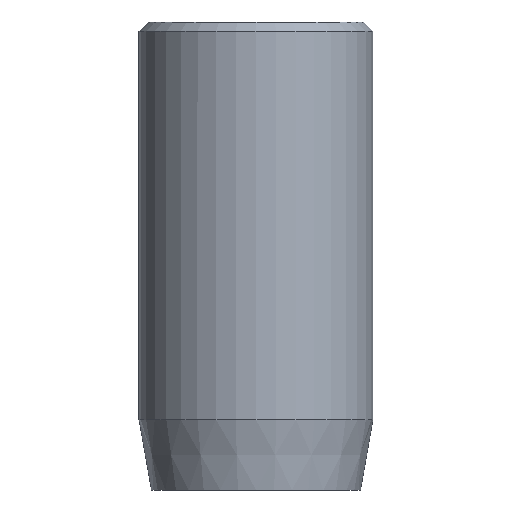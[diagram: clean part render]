
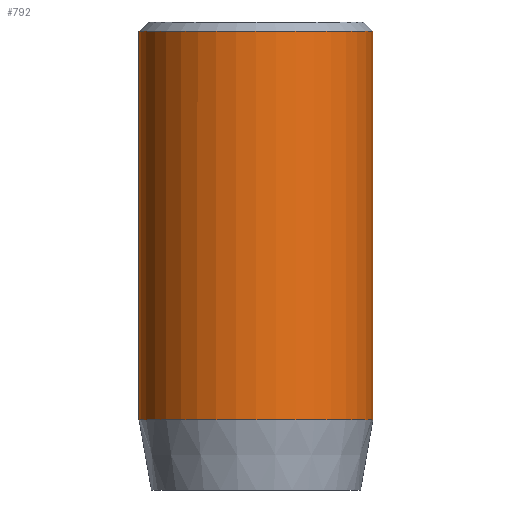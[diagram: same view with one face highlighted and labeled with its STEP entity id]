
A CAD part, front view. The second image highlights one B-rep face of the part: STEP entity #792.
In plain terms, the highlighted cylindrical face has radius 2.5 mm (diameter 5 mm), a partial arc.
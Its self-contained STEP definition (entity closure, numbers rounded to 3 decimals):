
#10 = DIRECTION ( 'NONE',  ( 1., 0., 0. ) ) ;
#27 = VERTEX_POINT ( 'NONE', #1024 ) ;
#101 = VERTEX_POINT ( 'NONE', #682 ) ;
#102 = LINE ( 'NONE', #578, #1060 ) ;
#135 = EDGE_LOOP ( 'NONE', ( #497, #629, #756, #306 ) ) ;
#189 = AXIS2_PLACEMENT_3D ( 'NONE', #1106, #570, #1180 ) ;
#195 = CARTESIAN_POINT ( 'NONE',  ( -2.5, 0., 9.8 ) ) ;
#306 = ORIENTED_EDGE ( 'NONE', *, *, #1184, .T. ) ;
#363 = EDGE_CURVE ( 'NONE', #27, #948, #102, .T. ) ;
#434 = DIRECTION ( 'NONE',  ( -1., 0., 0. ) ) ;
#435 = VERTEX_POINT ( 'NONE', #195 ) ;
#437 = AXIS2_PLACEMENT_3D ( 'NONE', #1131, #604, #10 ) ;
#466 = VECTOR ( 'NONE', #996, 1000. ) ;
#497 = ORIENTED_EDGE ( 'NONE', *, *, #363, .F. ) ;
#514 = DIRECTION ( 'NONE',  ( 0., 0., -1. ) ) ;
#557 = EDGE_CURVE ( 'NONE', #435, #101, #761, .T. ) ;
#562 = CARTESIAN_POINT ( 'NONE',  ( 2.5, 0., 1.5 ) ) ;
#570 = DIRECTION ( 'NONE',  ( 0., 0., -1. ) ) ;
#578 = CARTESIAN_POINT ( 'NONE',  ( 2.5, 0., 10. ) ) ;
#604 = DIRECTION ( 'NONE',  ( 0., 0., 1. ) ) ;
#629 = ORIENTED_EDGE ( 'NONE', *, *, #1017, .T. ) ;
#677 = CYLINDRICAL_SURFACE ( 'NONE', #1084, 2.5 ) ;
#682 = CARTESIAN_POINT ( 'NONE',  ( -2.5, 0., 1.5 ) ) ;
#713 = FACE_OUTER_BOUND ( 'NONE', #135, .T. ) ;
#756 = ORIENTED_EDGE ( 'NONE', *, *, #557, .T. ) ;
#761 = LINE ( 'NONE', #1173, #466 ) ;
#785 = CIRCLE ( 'NONE', #189, 2.5 ) ;
#792 = ADVANCED_FACE ( 'NONE', ( #713 ), #677, .T. ) ;
#948 = VERTEX_POINT ( 'NONE', #562 ) ;
#996 = DIRECTION ( 'NONE',  ( 0., 0., -1. ) ) ;
#1017 = EDGE_CURVE ( 'NONE', #27, #435, #785, .T. ) ;
#1024 = CARTESIAN_POINT ( 'NONE',  ( 2.5, 0., 9.8 ) ) ;
#1060 = VECTOR ( 'NONE', #514, 1000. ) ;
#1068 = CARTESIAN_POINT ( 'NONE',  ( 0., 0., 10. ) ) ;
#1072 = CIRCLE ( 'NONE', #437, 2.5 ) ;
#1084 = AXIS2_PLACEMENT_3D ( 'NONE', #1068, #1152, #434 ) ;
#1106 = CARTESIAN_POINT ( 'NONE',  ( 0., 0., 9.8 ) ) ;
#1131 = CARTESIAN_POINT ( 'NONE',  ( 0., 0., 1.5 ) ) ;
#1152 = DIRECTION ( 'NONE',  ( 0., 0., -1. ) ) ;
#1173 = CARTESIAN_POINT ( 'NONE',  ( -2.5, 0., 10. ) ) ;
#1180 = DIRECTION ( 'NONE',  ( 1., 0., 0. ) ) ;
#1184 = EDGE_CURVE ( 'NONE', #101, #948, #1072, .T. ) ;
